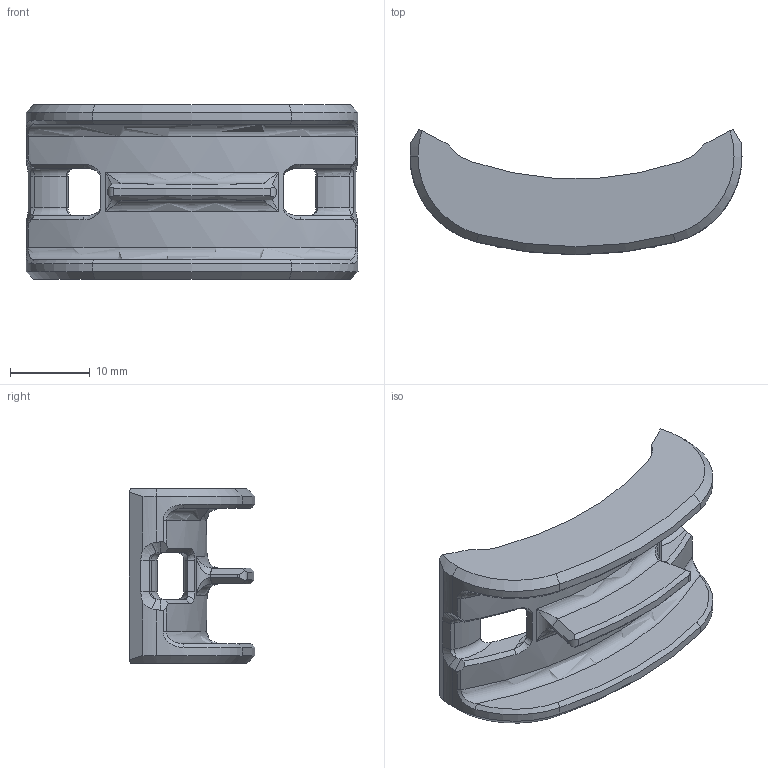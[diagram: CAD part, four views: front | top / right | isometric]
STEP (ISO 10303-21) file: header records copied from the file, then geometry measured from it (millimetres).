
FILE_DESCRIPTION (( 'STEP AP214' ), '1' );
FILE_NAME ('1225-10976 - Rev01 .step', '2019-07-15T14:08:25', ( '' ), ( '' ), 'SwSTEP 2.0', 'SolidWorks 2019', '' );
FILE_SCHEMA (( 'AUTOMOTIVE_DESIGN' ));
Length unit declared in the file: millimetre
Products named in the file (1): 1225-10976 - Rev01 
Bounding box: 41.75 x 15.79 x 22 mm (x, y, z)
Volume: 4390.4 mm3; surface area: 3489.2 mm2
Topology: 1 solids, 1 shells, 141 faces, 353 edges, 207 vertices
Faces by surface type: cylinder 33, bspline 32, cone 30, plane 28, torus 18
Entity records: 7309 total; most frequent: CARTESIAN_POINT 4271, ORIENTED_EDGE 698, DIRECTION 532, EDGE_CURVE 349, AXIS2_PLACEMENT_3D 227, VERTEX_POINT 207, B_SPLINE_CURVE_WITH_KNOTS 148, EDGE_LOOP 142
